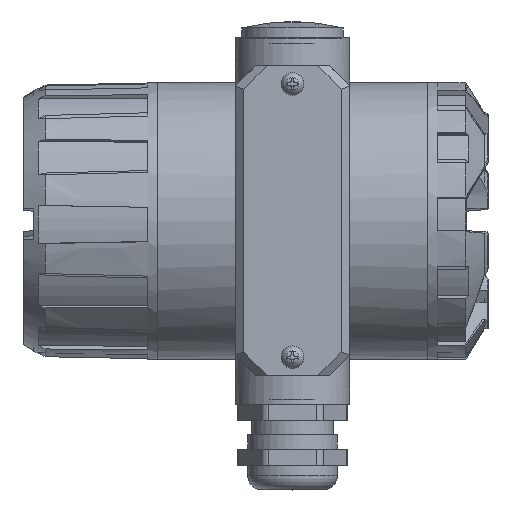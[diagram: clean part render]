
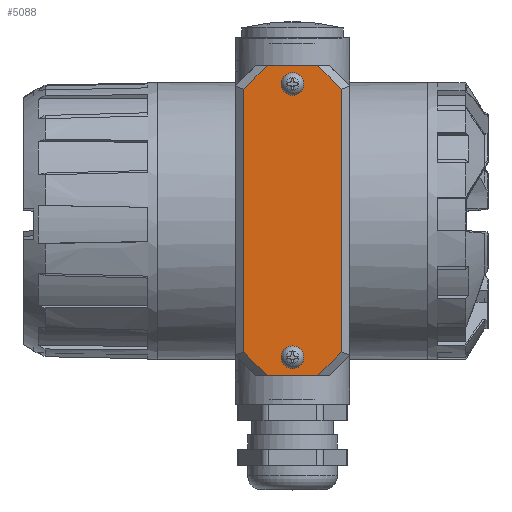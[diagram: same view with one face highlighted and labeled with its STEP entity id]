
A CAD part, top view. The second image highlights one B-rep face of the part: STEP entity #5088.
In plain terms, the highlighted planar face has unit normal (0, 0, 1).
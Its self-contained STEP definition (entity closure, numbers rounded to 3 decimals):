
#5088=ADVANCED_FACE('',(#11284,#11286,#11288),#11290,.T.);
#11284=FACE_BOUND('',#11285,.T.);
#11285=EDGE_LOOP('',(#16783,#16784,#16785,#16786,#16787,#16788,#16789,#16790));
#11286=FACE_BOUND('',#11287,.T.);
#11287=EDGE_LOOP('',(#16791));
#11288=FACE_BOUND('',#11289,.T.);
#11289=EDGE_LOOP('',(#16792));
#11290=PLANE('',#11291);
#11291=AXIS2_PLACEMENT_3D('',#11292,#11293,#11294);
#11292=CARTESIAN_POINT('',(-17.,-11.,205.3));
#11293=DIRECTION('',(0.,0.,1.));
#11294=DIRECTION('',(0.,-1.,0.));
#16783=ORIENTED_EDGE('',*,*,#20867,.T.);
#16784=ORIENTED_EDGE('',*,*,#20868,.T.);
#16785=ORIENTED_EDGE('',*,*,#20869,.T.);
#16786=ORIENTED_EDGE('',*,*,#20870,.T.);
#16787=ORIENTED_EDGE('',*,*,#20871,.T.);
#16788=ORIENTED_EDGE('',*,*,#20872,.T.);
#16789=ORIENTED_EDGE('',*,*,#20873,.T.);
#16790=ORIENTED_EDGE('',*,*,#20874,.T.);
#16791=ORIENTED_EDGE('',*,*,#20875,.F.);
#16792=ORIENTED_EDGE('',*,*,#20876,.F.);
#20867=EDGE_CURVE('',#27625,#27626,#27627,.T.);
#20868=EDGE_CURVE('',#27626,#27628,#27629,.T.);
#20869=EDGE_CURVE('',#27628,#27630,#27631,.T.);
#20870=EDGE_CURVE('',#27630,#27632,#27633,.T.);
#20871=EDGE_CURVE('',#27632,#27634,#27635,.T.);
#20872=EDGE_CURVE('',#27634,#27636,#27637,.T.);
#20873=EDGE_CURVE('',#27636,#27638,#27639,.T.);
#20874=EDGE_CURVE('',#27638,#27625,#27640,.T.);
#20875=EDGE_CURVE('',#27641,#27641,#27642,.T.);
#20876=EDGE_CURVE('',#27643,#27643,#27644,.T.);
#27625=VERTEX_POINT('',#64569);
#27626=VERTEX_POINT('',#64570);
#27627=LINE('',#64571,#64572);
#27628=VERTEX_POINT('',#64574);
#27629=LINE('',#64575,#64576);
#27630=VERTEX_POINT('',#64578);
#27631=LINE('',#64579,#64580);
#27632=VERTEX_POINT('',#64582);
#27633=LINE('',#64583,#64584);
#27634=VERTEX_POINT('',#64586);
#27635=LINE('',#64587,#64588);
#27636=VERTEX_POINT('',#64590);
#27637=LINE('',#64591,#64592);
#27638=VERTEX_POINT('',#64594);
#27639=LINE('',#64595,#64596);
#27640=LINE('',#64598,#64599);
#27641=VERTEX_POINT('',#64601);
#27642=CIRCLE('',#64602,1.55);
#27643=VERTEX_POINT('',#64606);
#27644=CIRCLE('',#64607,1.55);
#64569=CARTESIAN_POINT('',(-23.172,-49.,205.3));
#64570=CARTESIAN_POINT('',(-10.828,-49.,205.3));
#64571=CARTESIAN_POINT('',(-23.172,-49.,205.3));
#64572=VECTOR('',#64573,1.);
#64573=DIRECTION('',(1.,0.,0.));
#64574=CARTESIAN_POINT('',(-5.,-43.172,205.3));
#64575=CARTESIAN_POINT('',(-10.828,-49.,205.3));
#64576=VECTOR('',#64577,1.);
#64577=DIRECTION('',(0.707,0.707,0.));
#64578=CARTESIAN_POINT('',(-5.,21.172,205.3));
#64579=CARTESIAN_POINT('',(-5.,-43.172,205.3));
#64580=VECTOR('',#64581,1.);
#64581=DIRECTION('',(0.,1.,0.));
#64582=CARTESIAN_POINT('',(-10.828,27.,205.3));
#64583=CARTESIAN_POINT('',(-5.,21.172,205.3));
#64584=VECTOR('',#64585,1.);
#64585=DIRECTION('',(-0.707,0.707,0.));
#64586=CARTESIAN_POINT('',(-23.172,27.,205.3));
#64587=CARTESIAN_POINT('',(-10.828,27.,205.3));
#64588=VECTOR('',#64589,1.);
#64589=DIRECTION('',(-1.,0.,0.));
#64590=CARTESIAN_POINT('',(-29.,21.172,205.3));
#64591=CARTESIAN_POINT('',(-23.172,27.,205.3));
#64592=VECTOR('',#64593,1.);
#64593=DIRECTION('',(-0.707,-0.707,0.));
#64594=CARTESIAN_POINT('',(-29.,-43.172,205.3));
#64595=CARTESIAN_POINT('',(-29.,21.172,205.3));
#64596=VECTOR('',#64597,1.);
#64597=DIRECTION('',(0.,-1.,0.));
#64598=CARTESIAN_POINT('',(-29.,-43.172,205.3));
#64599=VECTOR('',#64600,1.);
#64600=DIRECTION('',(0.707,-0.707,0.));
#64601=CARTESIAN_POINT('',(-17.,24.05,205.3));
#64602=AXIS2_PLACEMENT_3D('',#64603,#64604,#64605);
#64603=CARTESIAN_POINT('',(-17.,22.5,205.3));
#64604=DIRECTION('',(0.,0.,1.));
#64605=DIRECTION('',(0.,1.,0.));
#64606=CARTESIAN_POINT('',(-17.,-42.95,205.3));
#64607=AXIS2_PLACEMENT_3D('',#64608,#64609,#64610);
#64608=CARTESIAN_POINT('',(-17.,-44.5,205.3));
#64609=DIRECTION('',(0.,0.,1.));
#64610=DIRECTION('',(0.,1.,0.));
